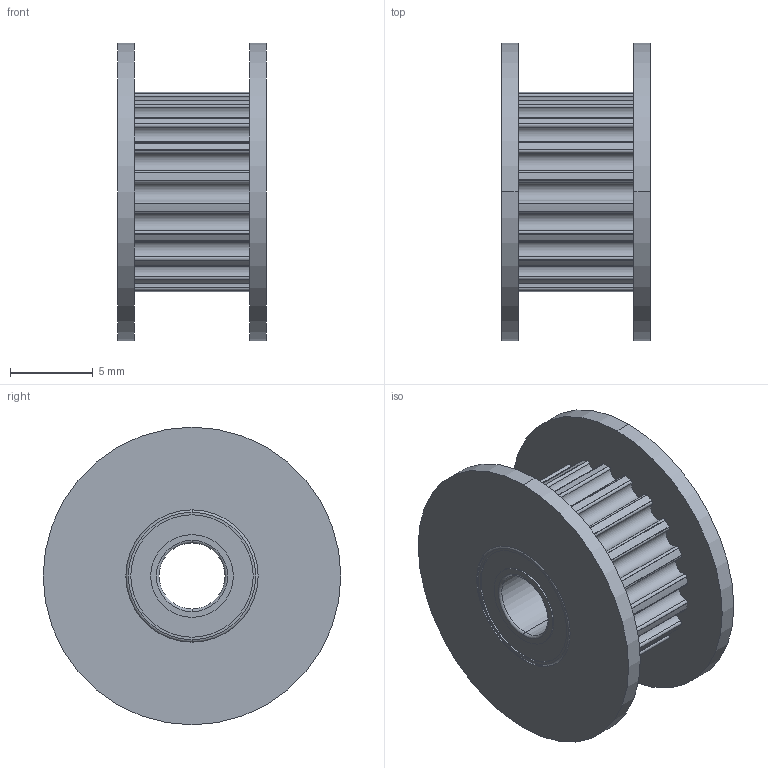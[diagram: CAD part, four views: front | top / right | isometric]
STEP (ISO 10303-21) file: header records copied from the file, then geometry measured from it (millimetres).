
FILE_DESCRIPTION (( 'STEP AP214' ), '1' );
FILE_NAME ('POWGE 2GT pulley 20T B4.STEP', '2025-01-25T20:43:52', ( '' ), ( '' ), 'SwSTEP 2.0', 'SolidWorks 2022', '' );
FILE_SCHEMA (( 'AUTOMOTIVE_DESIGN' ));
Length unit declared in the file: metre
Products named in the file (1): POWGE 2GT pulley 20T B4
Bounding box: 9 x 18 x 18 mm (x, y, z)
Volume: 1009.1 mm3; surface area: 1509.6 mm2
Topology: 1 solids, 1 shells, 162 faces, 442 edges, 292 vertices
Faces by surface type: cylinder 142, plane 12, torus 8
Entity records: 5560 total; most frequent: DIRECTION 1068, CARTESIAN_POINT 897, ORIENTED_EDGE 884, AXIS2_PLACEMENT_3D 463, EDGE_CURVE 442, CIRCLE 300, VERTEX_POINT 292, EDGE_LOOP 174
